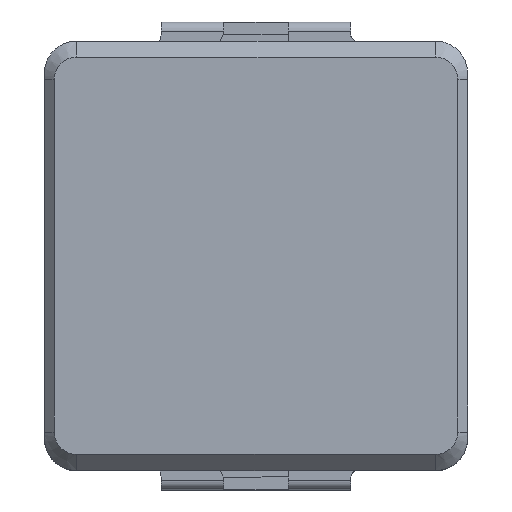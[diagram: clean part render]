
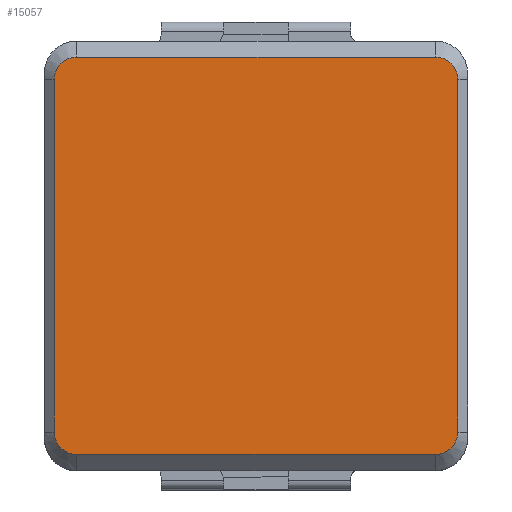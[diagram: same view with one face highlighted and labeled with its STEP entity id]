
A CAD part, top view. The second image highlights one B-rep face of the part: STEP entity #15057.
In plain terms, the highlighted planar face has unit normal (0, 0, 1).
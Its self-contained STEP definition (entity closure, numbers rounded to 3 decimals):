
#14722=CARTESIAN_POINT('',(-3.449,-2.753,2.019));
#14723=VERTEX_POINT('',#14722);
#14730=CARTESIAN_POINT('',(-3.449,2.747,2.019));
#14731=VERTEX_POINT('',#14730);
#14732=CARTESIAN_POINT('',(-3.449,2.747,2.019));
#14733=DIRECTION('',(0.,-1.,-0.));
#14734=VECTOR('',#14733,5.5);
#14735=LINE('',#14732,#14734);
#14736=EDGE_CURVE('',#14731,#14723,#14735,.T.);
#14752=CARTESIAN_POINT('',(-3.099,3.097,2.019));
#14753=VERTEX_POINT('',#14752);
#14763=CARTESIAN_POINT('',(-3.099,2.747,2.019));
#14764=DIRECTION('',(0.,-0.,1.));
#14765=DIRECTION('',(-1.,0.,0.));
#14766=AXIS2_PLACEMENT_3D('',#14763,#14764,#14765);
#14767=CIRCLE('',#14766,0.35);
#14768=EDGE_CURVE('',#14753,#14731,#14767,.T.);
#14980=CARTESIAN_POINT('',(2.501,3.097,2.019));
#14981=VERTEX_POINT('',#14980);
#14982=CARTESIAN_POINT('',(2.501,3.097,2.019));
#14983=DIRECTION('',(-1.,0.,0.));
#14984=VECTOR('',#14983,5.6);
#14985=LINE('',#14982,#14984);
#14986=EDGE_CURVE('',#14981,#14753,#14985,.T.);
#15006=CARTESIAN_POINT('',(2.501,2.747,2.019));
#15007=DIRECTION('',(-0.,0.,-1.));
#15008=DIRECTION('',(-1.,0.,0.));
#15009=AXIS2_PLACEMENT_3D('',#15006,#15007,#15008);
#15010=PLANE('',#15009);
#15011=CARTESIAN_POINT('',(-3.099,-3.103,2.019));
#15012=VERTEX_POINT('',#15011);
#15013=CARTESIAN_POINT('',(2.501,-3.103,2.019));
#15014=VERTEX_POINT('',#15013);
#15015=CARTESIAN_POINT('',(-3.099,-3.103,2.019));
#15016=DIRECTION('',(1.,-0.,-0.));
#15017=VECTOR('',#15016,5.6);
#15018=LINE('',#15015,#15017);
#15019=EDGE_CURVE('',#15012,#15014,#15018,.T.);
#15020=ORIENTED_EDGE('',*,*,#15019,.T.);
#15021=CARTESIAN_POINT('',(2.851,-2.753,2.019));
#15022=VERTEX_POINT('',#15021);
#15023=CARTESIAN_POINT('',(2.501,-2.753,2.019));
#15024=DIRECTION('',(0.,-0.,1.));
#15025=DIRECTION('',(-1.,0.,0.));
#15026=AXIS2_PLACEMENT_3D('',#15023,#15024,#15025);
#15027=CIRCLE('',#15026,0.35);
#15028=EDGE_CURVE('',#15014,#15022,#15027,.T.);
#15029=ORIENTED_EDGE('',*,*,#15028,.T.);
#15030=CARTESIAN_POINT('',(2.851,2.747,2.019));
#15031=VERTEX_POINT('',#15030);
#15032=CARTESIAN_POINT('',(2.851,-2.753,2.019));
#15033=DIRECTION('',(0.,1.,0.));
#15034=VECTOR('',#15033,5.5);
#15035=LINE('',#15032,#15034);
#15036=EDGE_CURVE('',#15022,#15031,#15035,.T.);
#15037=ORIENTED_EDGE('',*,*,#15036,.T.);
#15038=CARTESIAN_POINT('',(2.501,2.747,2.019));
#15039=DIRECTION('',(0.,-0.,1.));
#15040=DIRECTION('',(-1.,0.,0.));
#15041=AXIS2_PLACEMENT_3D('',#15038,#15039,#15040);
#15042=CIRCLE('',#15041,0.35);
#15043=EDGE_CURVE('',#15031,#14981,#15042,.T.);
#15044=ORIENTED_EDGE('',*,*,#15043,.T.);
#15045=ORIENTED_EDGE('',*,*,#14986,.T.);
#15046=ORIENTED_EDGE('',*,*,#14768,.T.);
#15047=ORIENTED_EDGE('',*,*,#14736,.T.);
#15048=CARTESIAN_POINT('',(-3.099,-2.753,2.019));
#15049=DIRECTION('',(0.,-0.,1.));
#15050=DIRECTION('',(-1.,0.,0.));
#15051=AXIS2_PLACEMENT_3D('',#15048,#15049,#15050);
#15052=CIRCLE('',#15051,0.35);
#15053=EDGE_CURVE('',#14723,#15012,#15052,.T.);
#15054=ORIENTED_EDGE('',*,*,#15053,.T.);
#15055=EDGE_LOOP('',(#15020,#15029,#15037,#15044,#15045,#15046,#15047,#15054));
#15056=FACE_BOUND('',#15055,.T.);
#15057=ADVANCED_FACE('',(#15056),#15010,.F.);
